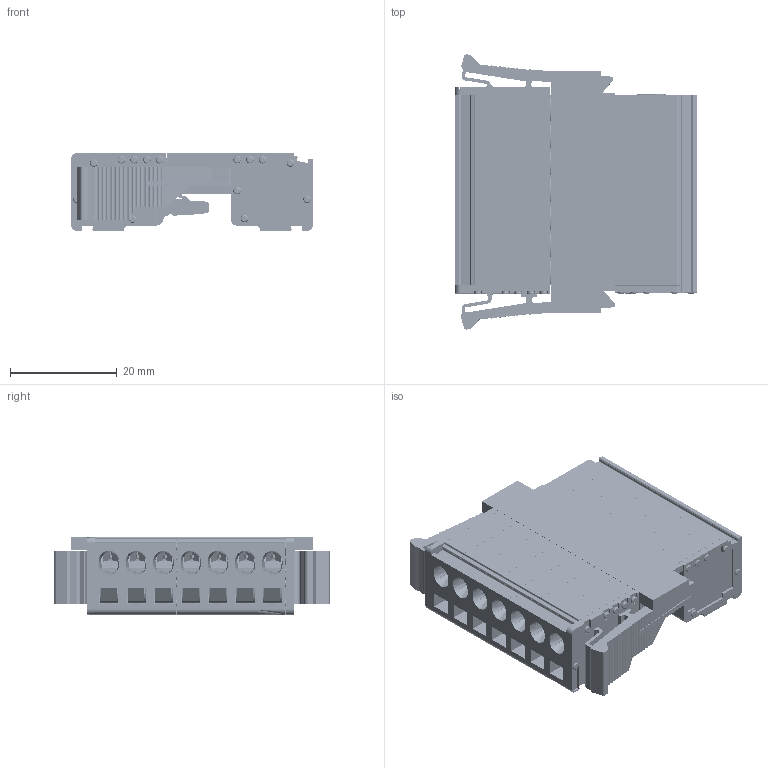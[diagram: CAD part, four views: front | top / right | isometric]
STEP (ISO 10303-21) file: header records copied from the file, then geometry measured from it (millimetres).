
FILE_DESCRIPTION(/* description */ ('Unknown'),/* implementation_level */ '2;1');
FILE_NAME(/* name */ 'DPSC5_08WW_7W_3D_SOLID_MODEL',/* time_stamp */ '2025-08-08T10:31:43+05:00',/* author */ ('Unknown'),/* organization */ ('Unknown'),/* preprocessor_version */ 'ST-DEVELOPER v16.7',/* originating_system */ 'Solid Edge',/* authorisation */ 'Unknown');
FILE_SCHEMA (('AUTOMOTIVE_DESIGN {1 0 10303 214 3 1 1}'));
Products named in the file (1): DPSC5_08WW_7W_3D_SOLID_MODEL
Bounding box: 45.3 x 51.5 x 14.45 mm (x, y, z)
Volume: 14614 mm3; surface area: 30954.4 mm2
Topology: 1 solids, 92 shells, 12293 faces, 33722 edges, 22273 vertices
Faces by surface type: plane 7532, cylinder 2523, bspline 1688, torus 315, cone 219, sphere 16
Full cylindrical faces by diameter (mm): 0.6 x31, 0.8 x56, 1.2 x11, 1.3 x195, 1.5 x31, 1.8 x7, 2.9 x7, 3.7 x7
Entity records: 513947 total; most frequent: CARTESIAN_POINT 127690, ORIENTED_EDGE 65006, DIRECTION 55504, EDGE_CURVE 32503, LINE 22724, VECTOR 22724, VERTEX_POINT 21975, AXIS2_PLACEMENT_3D 16390
